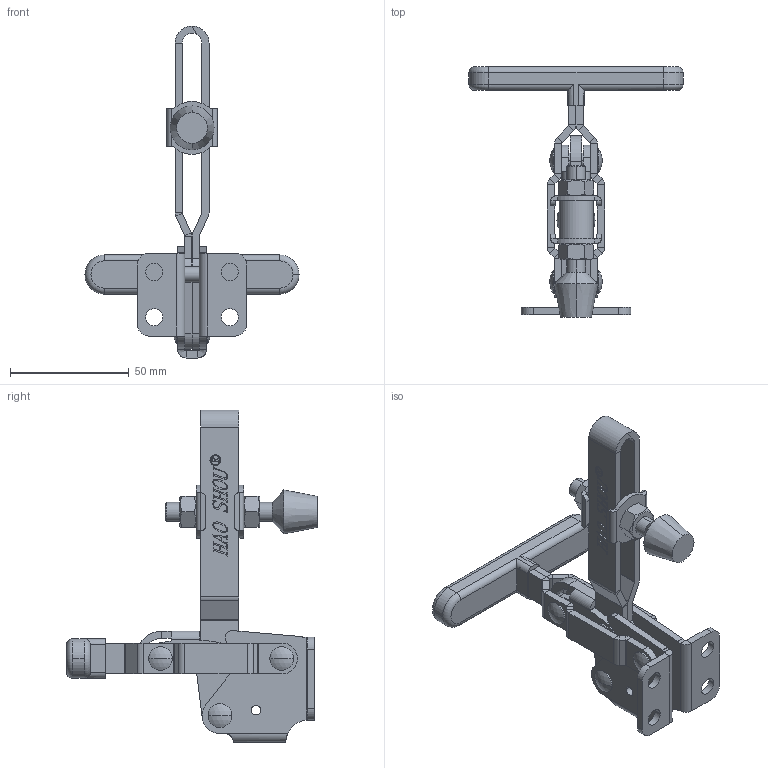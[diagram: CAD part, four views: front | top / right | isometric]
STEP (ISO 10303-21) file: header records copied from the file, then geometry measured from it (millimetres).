
FILE_DESCRIPTION (( 'STEP AP203' ), '1' );
FILE_NAME ('HS-12133.STEP', '2019-09-21T07:29:20', ( '微软用户' ), ( '微软中国' ), 'SwSTEP 2.0', 'SolidWorks 2012', '' );
FILE_SCHEMA (( 'CONFIG_CONTROL_DESIGN' ));
Length unit declared in the file: millimetre
Products named in the file (14): HS-12133; hex nuts, style 1-grades ab gb_GB_FASTENER_NUT_SNAB1 M8-N; FW-516; 酗种; 傻种; 蟀裝; 酗U倰揤參蚾饜极; 酗U倰揤參; hexagon head bolts-full thread gb_GB_FASTENER_BOLT_STBAB A M8X50-C; 揤輸; T倰忒梟蚾饜极; 忒梟; 筵忒參; 楊擘菁釱
Assembly tree (18 placements, depth 3):
  HS-12133
    楊擘菁釱
    T倰忒梟蚾饜极
      筵忒參
      忒梟  x2
    酗U倰揤參蚾饜极
      揤輸
      hexagon head bolts-full thread gb_GB_FASTENER_BOLT_STBAB A M8X50-C
      酗U倰揤參
    蟀裝
    傻种  x2
    酗种  x2
    FW-516  x2
    hex nuts, style 1-grades ab gb_GB_FASTENER_NUT_SNAB1 M8-N  x2
Bounding box: 90 x 105.5 x 139.6 mm (x, y, z)
Volume: 61702.2 mm3; surface area: 43679.3 mm2
Topology: 16 solids, 16 shells, 863 faces, 2178 edges, 1380 vertices
Faces by surface type: plane 458, cylinder 204, bspline 149, cone 30, sphere 16, torus 6
Entity records: 31366 total; most frequent: CARTESIAN_POINT 12509, ORIENTED_EDGE 3808, DIRECTION 3140, EDGE_CURVE 1904, VERTEX_POINT 1216, VECTOR 1202, LINE 1202, AXIS2_PLACEMENT_3D 969
